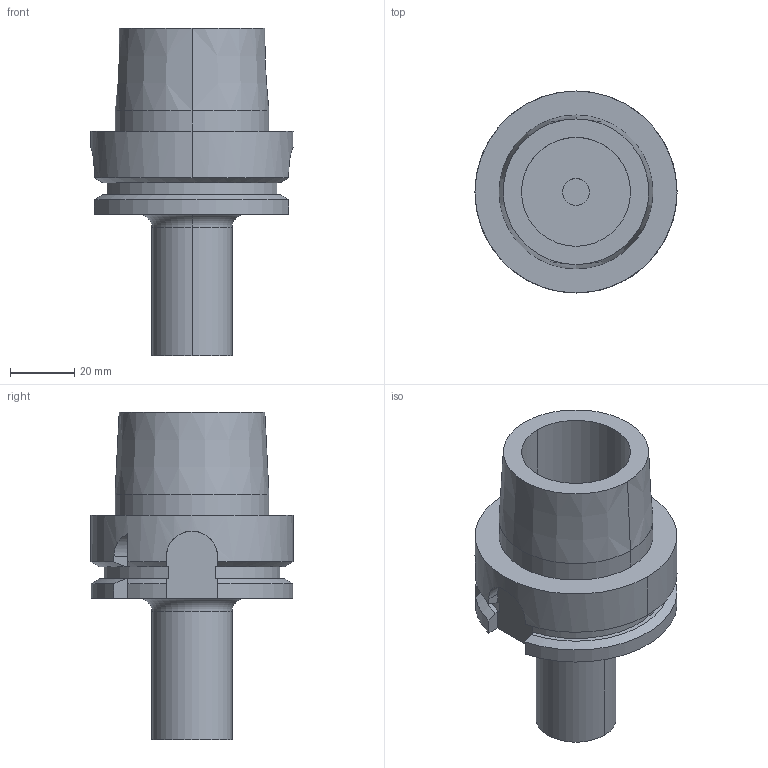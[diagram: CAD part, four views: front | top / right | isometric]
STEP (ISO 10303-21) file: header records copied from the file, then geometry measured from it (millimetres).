
FILE_DESCRIPTION((''),'2;1');
FILE_NAME('8419302537','2021-05-19T12:40:53',('thiemer'),(''),'CREO PARAMETRIC BY PTC INC, 2020053','CREO PARAMETRIC BY PTC INC, 2020053','');
FILE_SCHEMA(('AUTOMOTIVE_DESIGN { 1 0 10303 214 1 1 1 1 }'));
Length unit declared in the file: millimetre
Products named in the file (1): 8419302537
Bounding box: 63 x 63 x 102 mm (x, y, z)
Volume: 121858.9 mm3; surface area: 24305.6 mm2
Topology: 1 solids, 1 shells, 54 faces, 153 edges, 106 vertices
Faces by surface type: plane 25, cylinder 19, cone 8, torus 2
Entity records: 2710 total; most frequent: CARTESIAN_POINT 436, DIRECTION 348, ORIENTED_EDGE 280, PRESENTATION_STYLE_ASSIGNMENT 165, STYLED_ITEM 165, CURVE_STYLE 164, EDGE_CURVE 140, AXIS2_PLACEMENT_3D 126
